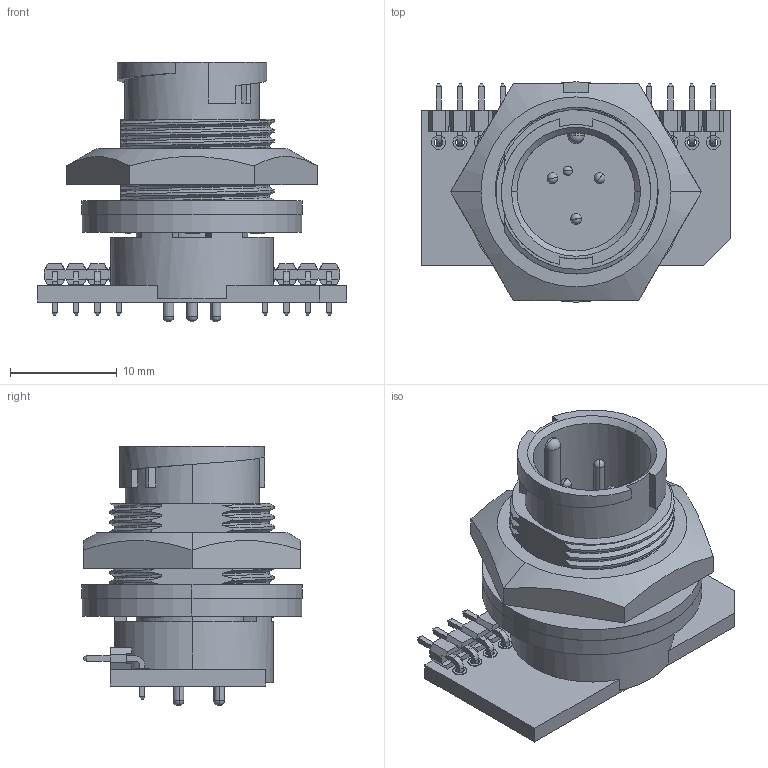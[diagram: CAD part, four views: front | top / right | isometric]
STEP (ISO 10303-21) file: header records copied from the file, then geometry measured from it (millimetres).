
FILE_DESCRIPTION (( 'STEP AP203' ), '1' );
FILE_NAME ('7251-3PG-300.STEP', '2017-09-07T21:01:01', ( '' ), ( '' ), 'SwSTEP 2.0', 'SolidWorks 2017', '' );
FILE_SCHEMA (( 'CONFIG_CONTROL_DESIGN' ));
Length unit declared in the file: millimetre
Products named in the file (1): 7251-3PG-300
Bounding box: 28.96 x 20.62 x 24.26 mm (x, y, z)
Volume: 3795.8 mm3; surface area: 4584.9 mm2
Topology: 2 solids, 2 shells, 600 faces, 1560 edges, 1009 vertices
Faces by surface type: plane 360, cylinder 163, bspline 52, torus 12, cone 7, sphere 6
Entity records: 31090 total; most frequent: CARTESIAN_POINT 16566, ORIENTED_EDGE 3118, DIRECTION 2806, EDGE_CURVE 1559, VECTOR 1038, LINE 1038, VERTEX_POINT 1009, AXIS2_PLACEMENT_3D 884
